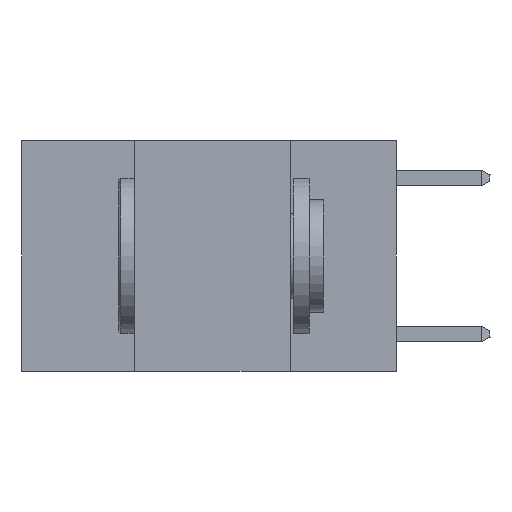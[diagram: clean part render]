
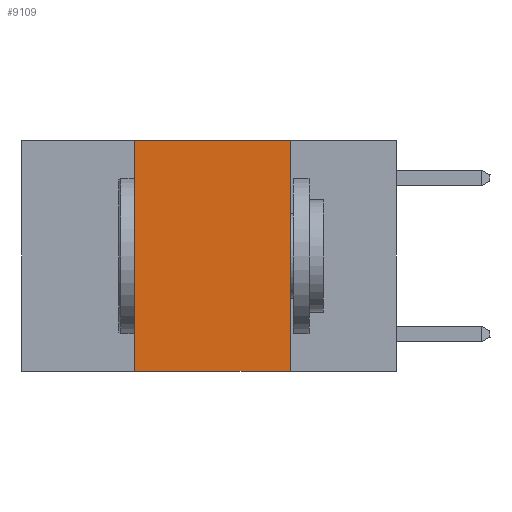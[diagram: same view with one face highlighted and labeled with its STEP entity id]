
A CAD part, left-side view. The second image highlights one B-rep face of the part: STEP entity #9109.
In plain terms, the highlighted planar face has unit normal (-1, 0, 0).
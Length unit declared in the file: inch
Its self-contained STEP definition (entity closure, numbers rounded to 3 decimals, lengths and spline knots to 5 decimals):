
#255 = AXIS2_PLACEMENT_3D ( 'NONE', #2884, #14850, #14949 ) ;
#486 = LINE ( 'NONE', #6621, #17144 ) ;
#618 = EDGE_LOOP ( 'NONE', ( #9066, #1614, #19613, #12335 ) ) ;
#1074 = FACE_OUTER_BOUND ( 'NONE', #618, .T. ) ;
#1546 = VERTEX_POINT ( 'NONE', #14000 ) ;
#1614 = ORIENTED_EDGE ( 'NONE', *, *, #5494, .F. ) ;
#2884 = CARTESIAN_POINT ( 'NONE',  ( 0., 0.6, 0. ) ) ;
#3865 = LINE ( 'NONE', #16339, #5579 ) ;
#4705 = EDGE_CURVE ( 'NONE', #12737, #1546, #3865, .T. ) ;
#5141 = EDGE_CURVE ( 'NONE', #12737, #5880, #16388, .T. ) ;
#5494 = EDGE_CURVE ( 'NONE', #1546, #17421, #486, .T. ) ;
#5579 = VECTOR ( 'NONE', #10217, 39.37008 ) ;
#5637 = CARTESIAN_POINT ( 'NONE',  ( 0., 0.6, -0.37 ) ) ;
#5880 = VERTEX_POINT ( 'NONE', #17439 ) ;
#6621 = CARTESIAN_POINT ( 'NONE',  ( 0., 0.6, 0. ) ) ;
#7005 = VECTOR ( 'NONE', #8488, 39.37008 ) ;
#7416 = PLANE ( 'NONE',  #255 ) ;
#8488 = DIRECTION ( 'NONE',  ( 0., 0., -1. ) ) ;
#9066 = ORIENTED_EDGE ( 'NONE', *, *, #9429, .F. ) ;
#9109 = ADVANCED_FACE ( 'NONE', ( #1074 ), #7416, .F. ) ;
#9429 = EDGE_CURVE ( 'NONE', #17421, #5880, #10001, .T. ) ;
#10001 = LINE ( 'NONE', #17525, #7005 ) ;
#10217 = DIRECTION ( 'NONE',  ( 0., 0., 1. ) ) ;
#12335 = ORIENTED_EDGE ( 'NONE', *, *, #5141, .T. ) ;
#12640 = VECTOR ( 'NONE', #19194, 39.37008 ) ;
#12737 = VERTEX_POINT ( 'NONE', #16612 ) ;
#14000 = CARTESIAN_POINT ( 'NONE',  ( 0., 0.42, 0. ) ) ;
#14466 = DIRECTION ( 'NONE',  ( 0., -1., 0. ) ) ;
#14850 = DIRECTION ( 'NONE',  ( 1., 0., 0. ) ) ;
#14949 = DIRECTION ( 'NONE',  ( 0., 0., -1. ) ) ;
#16339 = CARTESIAN_POINT ( 'NONE',  ( 0., 0.42, 0. ) ) ;
#16388 = LINE ( 'NONE', #5637, #12640 ) ;
#16612 = CARTESIAN_POINT ( 'NONE',  ( 0., 0.42, -0.37 ) ) ;
#17144 = VECTOR ( 'NONE', #14466, 39.37008 ) ;
#17421 = VERTEX_POINT ( 'NONE', #19691 ) ;
#17439 = CARTESIAN_POINT ( 'NONE',  ( 0., 0.17, -0.37 ) ) ;
#17525 = CARTESIAN_POINT ( 'NONE',  ( 0., 0.17, 0. ) ) ;
#19194 = DIRECTION ( 'NONE',  ( 0., -1., 0. ) ) ;
#19613 = ORIENTED_EDGE ( 'NONE', *, *, #4705, .F. ) ;
#19691 = CARTESIAN_POINT ( 'NONE',  ( 0., 0.17, 0. ) ) ;
